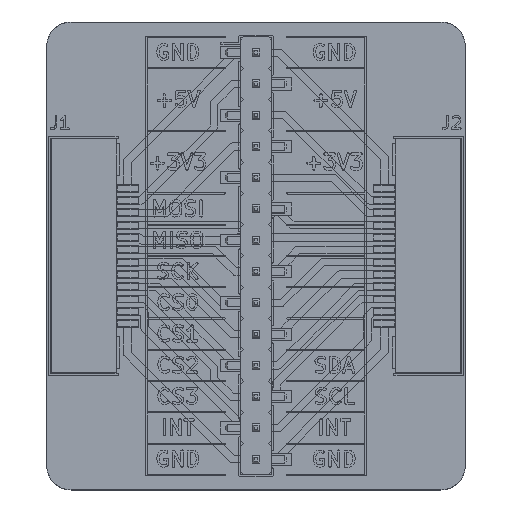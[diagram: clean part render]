
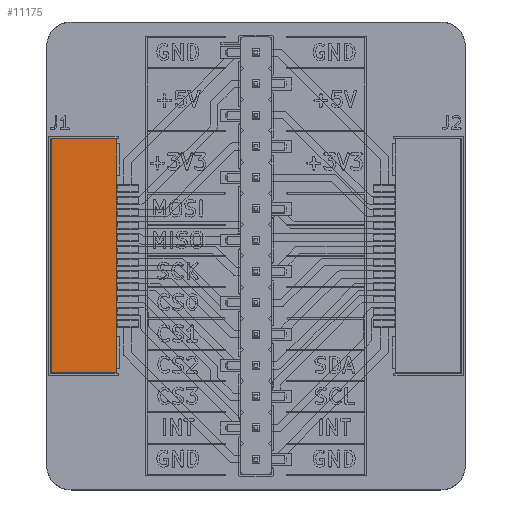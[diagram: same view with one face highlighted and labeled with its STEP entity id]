
A CAD part, top view. The second image highlights one B-rep face of the part: STEP entity #11175.
In plain terms, the highlighted planar face has unit normal (0, 0, 1).
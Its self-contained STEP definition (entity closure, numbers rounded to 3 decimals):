
#11046 = VERTEX_POINT('',#11047);
#11047 = CARTESIAN_POINT('',(-9.5,2.2,2.6));
#11053 = EDGE_CURVE('',#11046,#11054,#11056,.T.);
#11054 = VERTEX_POINT('',#11055);
#11055 = CARTESIAN_POINT('',(9.5,2.2,2.6));
#11056 = LINE('',#11057,#11058);
#11057 = CARTESIAN_POINT('',(-9.5,2.2,2.6));
#11058 = VECTOR('',#11059,1.);
#11059 = DIRECTION('',(1.,0.,0.));
#11084 = EDGE_CURVE('',#11054,#11085,#11087,.T.);
#11085 = VERTEX_POINT('',#11086);
#11086 = CARTESIAN_POINT('',(9.5,-3.1,2.6));
#11087 = LINE('',#11088,#11089);
#11088 = CARTESIAN_POINT('',(9.5,2.2,2.6));
#11089 = VECTOR('',#11090,1.);
#11090 = DIRECTION('',(0.,-1.,0.));
#11115 = EDGE_CURVE('',#11085,#11116,#11118,.T.);
#11116 = VERTEX_POINT('',#11117);
#11117 = CARTESIAN_POINT('',(-9.5,-3.1,2.6));
#11118 = LINE('',#11119,#11120);
#11119 = CARTESIAN_POINT('',(9.5,-3.1,2.6));
#11120 = VECTOR('',#11121,1.);
#11121 = DIRECTION('',(-1.,0.,0.));
#11146 = EDGE_CURVE('',#11116,#11046,#11147,.T.);
#11147 = LINE('',#11148,#11149);
#11148 = CARTESIAN_POINT('',(-9.5,-3.1,2.6));
#11149 = VECTOR('',#11150,1.);
#11150 = DIRECTION('',(0.,1.,0.));
#11175 = ADVANCED_FACE('',(#11176),#11182,.F.);
#11176 = FACE_BOUND('',#11177,.F.);
#11177 = EDGE_LOOP('',(#11178,#11179,#11180,#11181));
#11178 = ORIENTED_EDGE('',*,*,#11053,.T.);
#11179 = ORIENTED_EDGE('',*,*,#11084,.T.);
#11180 = ORIENTED_EDGE('',*,*,#11115,.T.);
#11181 = ORIENTED_EDGE('',*,*,#11146,.T.);
#11182 = PLANE('',#11183);
#11183 = AXIS2_PLACEMENT_3D('',#11184,#11185,#11186);
#11184 = CARTESIAN_POINT('',(0.,-0.45,2.6));
#11185 = DIRECTION('',(-0.,-0.,-1.));
#11186 = DIRECTION('',(-1.,0.,0.));
